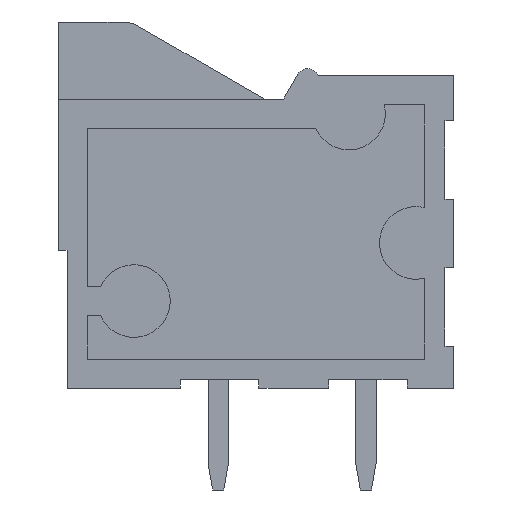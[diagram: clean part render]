
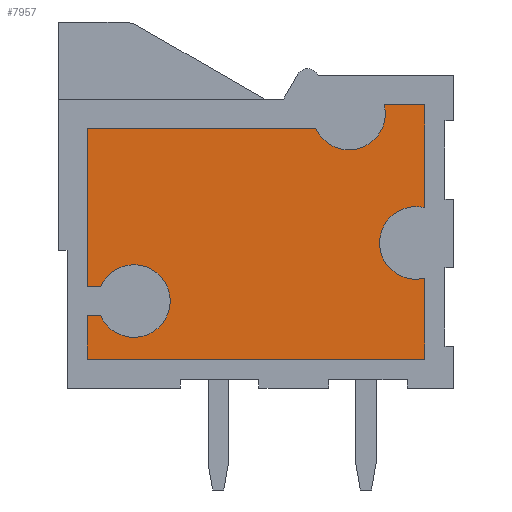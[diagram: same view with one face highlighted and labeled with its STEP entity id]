
A CAD part, left-side view. The second image highlights one B-rep face of the part: STEP entity #7957.
In plain terms, the highlighted planar face has unit normal (-1, 0, 0).
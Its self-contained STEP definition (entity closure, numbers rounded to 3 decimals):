
#7624=CARTESIAN_POINT('',(1.5,1.3,-6.35));
#7625=VERTEX_POINT('',#7624);
#7632=CARTESIAN_POINT('',(1.5,1.,-8.813));
#7633=VERTEX_POINT('',#7632);
#7634=CARTESIAN_POINT('',(1.5,1.3,-7.6));
#7635=DIRECTION('',(-1.,0.,0.));
#7636=DIRECTION('',(0.,0.,1.));
#7637=AXIS2_PLACEMENT_3D('',#7634,#7635,#7636);
#7638=CIRCLE('',#7637,1.25);
#7639=EDGE_CURVE('',#7625,#7633,#7638,.T.);
#7658=CARTESIAN_POINT('',(1.5,1.,-11.6));
#7659=VERTEX_POINT('',#7658);
#7660=CARTESIAN_POINT('',(1.5,1.,-11.6));
#7661=DIRECTION('',(0.,0.,1.));
#7662=VECTOR('',#7661,2.787);
#7663=LINE('',#7660,#7662);
#7664=EDGE_CURVE('',#7659,#7633,#7663,.T.);
#7682=CARTESIAN_POINT('',(1.5,12.6,-11.6));
#7683=VERTEX_POINT('',#7682);
#7684=CARTESIAN_POINT('',(1.5,12.6,-11.6));
#7685=DIRECTION('',(0.,-1.,0.));
#7686=VECTOR('',#7685,11.6);
#7687=LINE('',#7684,#7686);
#7688=EDGE_CURVE('',#7683,#7659,#7687,.T.);
#7706=CARTESIAN_POINT('',(1.5,12.6,-10.1));
#7707=VERTEX_POINT('',#7706);
#7708=CARTESIAN_POINT('',(1.5,12.6,-11.6));
#7709=DIRECTION('',(0.,0.,1.));
#7710=VECTOR('',#7709,1.5);
#7711=LINE('',#7708,#7710);
#7712=EDGE_CURVE('',#7683,#7707,#7711,.T.);
#7730=CARTESIAN_POINT('',(1.5,12.146,-10.1));
#7731=VERTEX_POINT('',#7730);
#7732=CARTESIAN_POINT('',(1.5,12.6,-10.1));
#7733=DIRECTION('',(0.,-1.,0.));
#7734=VECTOR('',#7733,0.454);
#7735=LINE('',#7732,#7734);
#7736=EDGE_CURVE('',#7707,#7731,#7735,.T.);
#7752=CARTESIAN_POINT('',(1.5,11.,-8.35));
#7753=VERTEX_POINT('',#7752);
#7760=CARTESIAN_POINT('',(1.5,12.146,-9.1));
#7761=VERTEX_POINT('',#7760);
#7762=CARTESIAN_POINT('',(1.5,11.,-9.6));
#7763=DIRECTION('',(-1.,0.,0.));
#7764=DIRECTION('',(0.,0.,1.));
#7765=AXIS2_PLACEMENT_3D('',#7762,#7763,#7764);
#7766=CIRCLE('',#7765,1.25);
#7767=EDGE_CURVE('',#7753,#7761,#7766,.T.);
#7786=CARTESIAN_POINT('',(1.5,12.6,-9.1));
#7787=VERTEX_POINT('',#7786);
#7788=CARTESIAN_POINT('',(1.5,12.6,-9.1));
#7789=DIRECTION('',(0.,-1.,0.));
#7790=VECTOR('',#7789,0.454);
#7791=LINE('',#7788,#7790);
#7792=EDGE_CURVE('',#7787,#7761,#7791,.T.);
#7810=CARTESIAN_POINT('',(1.5,12.6,-3.65));
#7811=VERTEX_POINT('',#7810);
#7812=CARTESIAN_POINT('',(1.5,12.6,-9.1));
#7813=DIRECTION('',(0.,0.,1.));
#7814=VECTOR('',#7813,5.45);
#7815=LINE('',#7812,#7814);
#7816=EDGE_CURVE('',#7787,#7811,#7815,.T.);
#7834=CARTESIAN_POINT('',(1.5,4.746,-3.65));
#7835=VERTEX_POINT('',#7834);
#7836=CARTESIAN_POINT('',(1.5,4.746,-3.65));
#7837=DIRECTION('',(0.,1.,0.));
#7838=VECTOR('',#7837,7.854);
#7839=LINE('',#7836,#7838);
#7840=EDGE_CURVE('',#7835,#7811,#7839,.T.);
#7858=CARTESIAN_POINT('',(1.5,2.387,-2.85));
#7859=VERTEX_POINT('',#7858);
#7860=CARTESIAN_POINT('',(1.5,3.6,-3.15));
#7861=DIRECTION('',(-1.,0.,0.));
#7862=DIRECTION('',(0.,0.,1.));
#7863=AXIS2_PLACEMENT_3D('',#7860,#7861,#7862);
#7864=CIRCLE('',#7863,1.25);
#7865=EDGE_CURVE('',#7835,#7859,#7864,.T.);
#7883=CARTESIAN_POINT('',(1.5,1.,-2.85));
#7884=VERTEX_POINT('',#7883);
#7885=CARTESIAN_POINT('',(1.5,2.387,-2.85));
#7886=DIRECTION('',(0.,-1.,0.));
#7887=VECTOR('',#7886,1.387);
#7888=LINE('',#7885,#7887);
#7889=EDGE_CURVE('',#7859,#7884,#7888,.T.);
#7907=CARTESIAN_POINT('',(1.5,1.,-6.387));
#7908=VERTEX_POINT('',#7907);
#7909=CARTESIAN_POINT('',(1.5,1.,-6.387));
#7910=DIRECTION('',(0.,0.,1.));
#7911=VECTOR('',#7910,3.537);
#7912=LINE('',#7909,#7911);
#7913=EDGE_CURVE('',#7908,#7884,#7912,.T.);
#7924=CARTESIAN_POINT('',(1.5,0.,0.));
#7925=DIRECTION('',(-1.,0.,0.));
#7926=DIRECTION('',(0.,0.,1.));
#7927=AXIS2_PLACEMENT_3D('',#7924,#7925,#7926);
#7928=PLANE('',#7927);
#7929=ORIENTED_EDGE('',*,*,#7639,.F.);
#7930=CARTESIAN_POINT('',(1.5,1.3,-7.6));
#7931=DIRECTION('',(-1.,0.,0.));
#7932=DIRECTION('',(0.,0.,1.));
#7933=AXIS2_PLACEMENT_3D('',#7930,#7931,#7932);
#7934=CIRCLE('',#7933,1.25);
#7935=EDGE_CURVE('',#7908,#7625,#7934,.T.);
#7936=ORIENTED_EDGE('',*,*,#7935,.F.);
#7937=ORIENTED_EDGE('',*,*,#7913,.T.);
#7938=ORIENTED_EDGE('',*,*,#7889,.F.);
#7939=ORIENTED_EDGE('',*,*,#7865,.F.);
#7940=ORIENTED_EDGE('',*,*,#7840,.T.);
#7941=ORIENTED_EDGE('',*,*,#7816,.F.);
#7942=ORIENTED_EDGE('',*,*,#7792,.T.);
#7943=ORIENTED_EDGE('',*,*,#7767,.F.);
#7944=CARTESIAN_POINT('',(1.5,11.,-9.6));
#7945=DIRECTION('',(-1.,0.,0.));
#7946=DIRECTION('',(0.,0.,1.));
#7947=AXIS2_PLACEMENT_3D('',#7944,#7945,#7946);
#7948=CIRCLE('',#7947,1.25);
#7949=EDGE_CURVE('',#7731,#7753,#7948,.T.);
#7950=ORIENTED_EDGE('',*,*,#7949,.F.);
#7951=ORIENTED_EDGE('',*,*,#7736,.F.);
#7952=ORIENTED_EDGE('',*,*,#7712,.F.);
#7953=ORIENTED_EDGE('',*,*,#7688,.T.);
#7954=ORIENTED_EDGE('',*,*,#7664,.T.);
#7955=EDGE_LOOP('',(#7929,#7936,#7937,#7938,#7939,#7940,#7941,#7942,#7943,#7950,#7951,#7952,#7953,#7954));
#7956=FACE_BOUND('',#7955,.T.);
#7957=ADVANCED_FACE('',(#7956),#7928,.T.);
